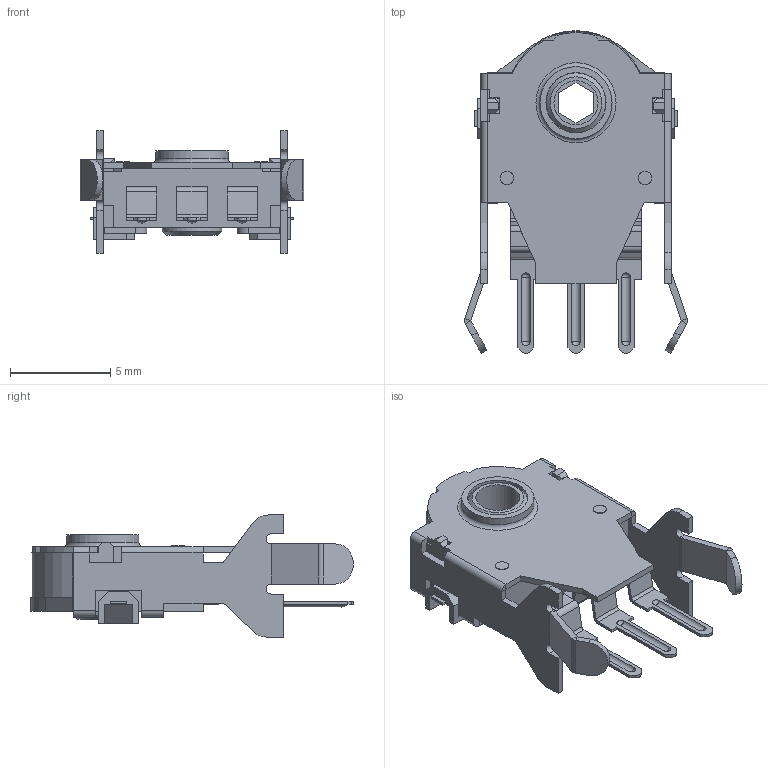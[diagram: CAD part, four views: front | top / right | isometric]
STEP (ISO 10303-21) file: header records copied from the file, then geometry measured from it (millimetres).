
FILE_DESCRIPTION(/* description */ (''),/* implementation_level */ '2;1');
FILE_NAME(/* name */ 'encoder_ec10_9mm.step',/* time_stamp */ '2022-12-01T11:19:30+01:00',/* author */ (''),/* organization */ (''),/* preprocessor_version */ 'ST-DEVELOPER v18.1',/* originating_system */ 'Autodesk Translation Framework v10.14.0.1471',/* authorisation */ '');
FILE_SCHEMA (('AUTOMOTIVE_DESIGN { 1 0 10303 214 3 1 1 }'));
Length unit declared in the file: millimetre
Products named in the file (1): encoder_ec10_9mm
Bounding box: 11.14 x 16.1 x 6.1 mm (x, y, z)
Volume: 249.1 mm3; surface area: 567.6 mm2
Topology: 1 solids, 1 shells, 384 faces, 1024 edges, 654 vertices
Faces by surface type: plane 289, cylinder 78, sphere 12, cone 4, torus 1
Full cylindrical faces by diameter (mm): 2.2 x1, 2.96 x1, 3 x1, 3.6 x1
Entity records: 11838 total; most frequent: CARTESIAN_POINT 2075, ORIENTED_EDGE 2048, DIRECTION 1965, EDGE_CURVE 1024, LINE 845, VECTOR 845, VERTEX_POINT 654, AXIS2_PLACEMENT_3D 560
